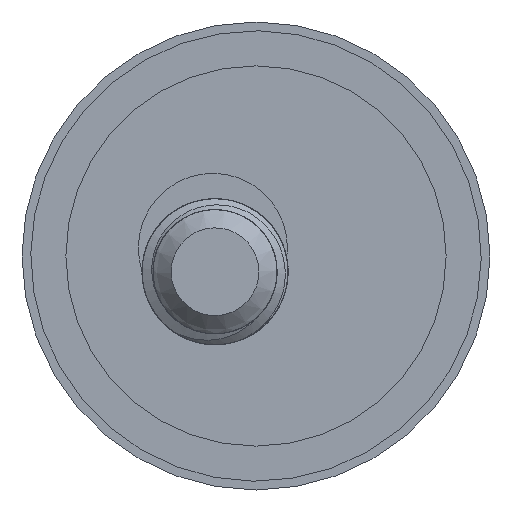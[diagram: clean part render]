
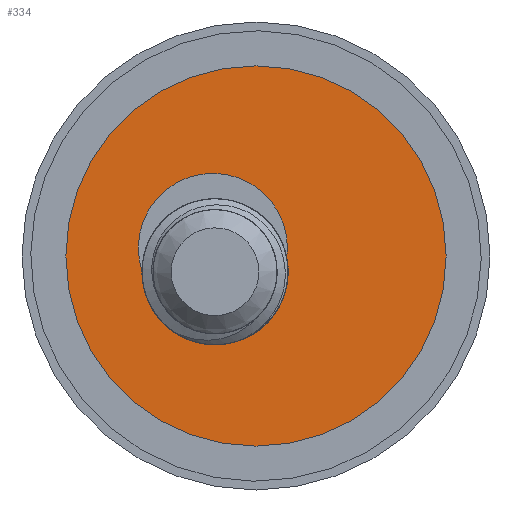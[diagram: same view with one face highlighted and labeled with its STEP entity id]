
A CAD part, left-side view. The second image highlights one B-rep face of the part: STEP entity #334.
In plain terms, the highlighted face is planar.
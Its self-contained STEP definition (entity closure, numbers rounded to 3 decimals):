
#238=PLANE('',#901);
#334=ADVANCED_FACE('',(#393,#394),#238,.F.);
#393=FACE_BOUND('',#472,.T.);
#394=FACE_BOUND('',#473,.T.);
#472=EDGE_LOOP('',(#608));
#473=EDGE_LOOP('',(#609));
#608=ORIENTED_EDGE('',*,*,#765,.F.);
#609=ORIENTED_EDGE('',*,*,#764,.T.);
#691=VERTEX_POINT('',#4995);
#692=VERTEX_POINT('',#4998);
#764=EDGE_CURVE('',#691,#691,#816,.T.);
#765=EDGE_CURVE('',#692,#692,#817,.T.);
#816=CIRCLE('',#896,5.1);
#817=CIRCLE('',#898,15.4);
#896=AXIS2_PLACEMENT_3D('',#4994,#1067,#1068);
#898=AXIS2_PLACEMENT_3D('',#4997,#1071,#1072);
#901=AXIS2_PLACEMENT_3D('',#5002,#1077,#1078);
#1067=DIRECTION('',(0.,0.,-1.));
#1068=DIRECTION('',(0.,1.,0.));
#1071=DIRECTION('',(0.,0.,-1.));
#1072=DIRECTION('',(0.,-1.,0.));
#1077=DIRECTION('',(0.,0.,-1.));
#1078=DIRECTION('',(0.,1.,0.));
#4994=CARTESIAN_POINT('',(-3.,0.,4.));
#4995=CARTESIAN_POINT('',(-3.,5.1,4.));
#4997=CARTESIAN_POINT('',(0.,0.,4.));
#4998=CARTESIAN_POINT('',(0.,15.4,4.));
#5002=CARTESIAN_POINT('',(0.,0.,4.));
